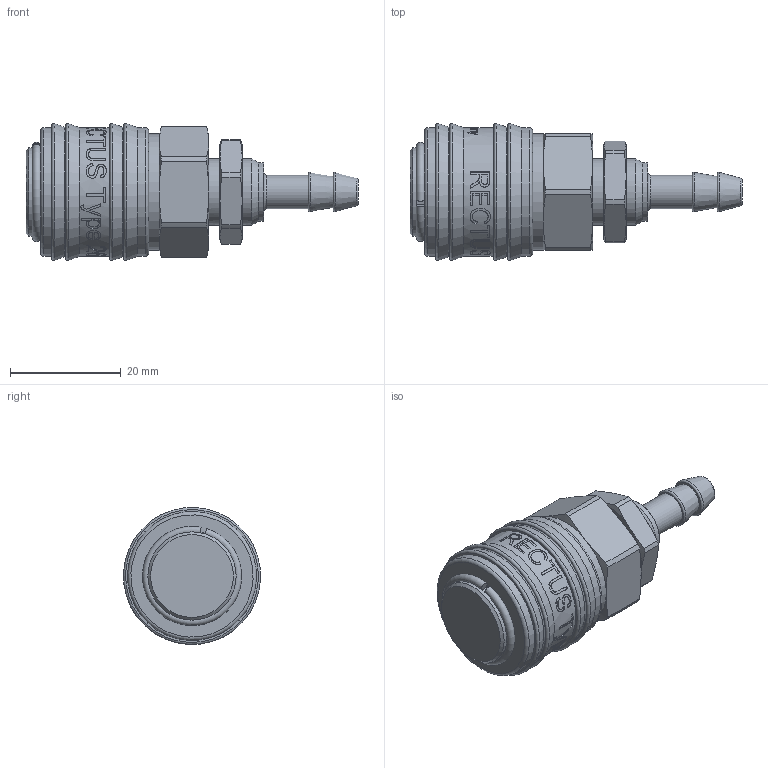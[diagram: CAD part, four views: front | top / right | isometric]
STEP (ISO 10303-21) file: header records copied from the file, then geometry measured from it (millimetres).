
FILE_DESCRIPTION((''),'2;1');
FILE_NAME('26kats06mpx.stp','2012-09-27T12:56:30',('IA176480'),(''),'Autodesk Inventor 2011','Autodesk Inventor 2011','');
FILE_SCHEMA(('AUTOMOTIVE_DESIGN { 1 0 10303 214 1 1 1 1 }'));
Length unit declared in the file: millimetre
Products named in the file (1): D104382
Bounding box: 60 x 24.76 x 24.76 mm (x, y, z)
Volume: 13676 mm3; surface area: 7380.2 mm2
Topology: 2 solids, 3 shells, 489 faces, 1257 edges, 824 vertices
Faces by surface type: bspline 189, plane 179, cylinder 67, cone 39, torus 15
Full cylindrical faces by diameter (mm): 6.05 x1, 10.6 x1, 12 x2, 14.95 x1, 15.95 x2, 16.1 x1, 16.498 x1, 16.65 x1, 16.95 x1, 18 x2, 21 x1, 21.1 x1, 23.3 x3
Entity records: 63397 total; most frequent: CARTESIAN_POINT 52821, ORIENTED_EDGE 2388, DIRECTION 1431, EDGE_CURVE 1194, VERTEX_POINT 808, EDGE_LOOP 588, B_SPLINE_CURVE_WITH_KNOTS 517, AXIS2_PLACEMENT_3D 503
